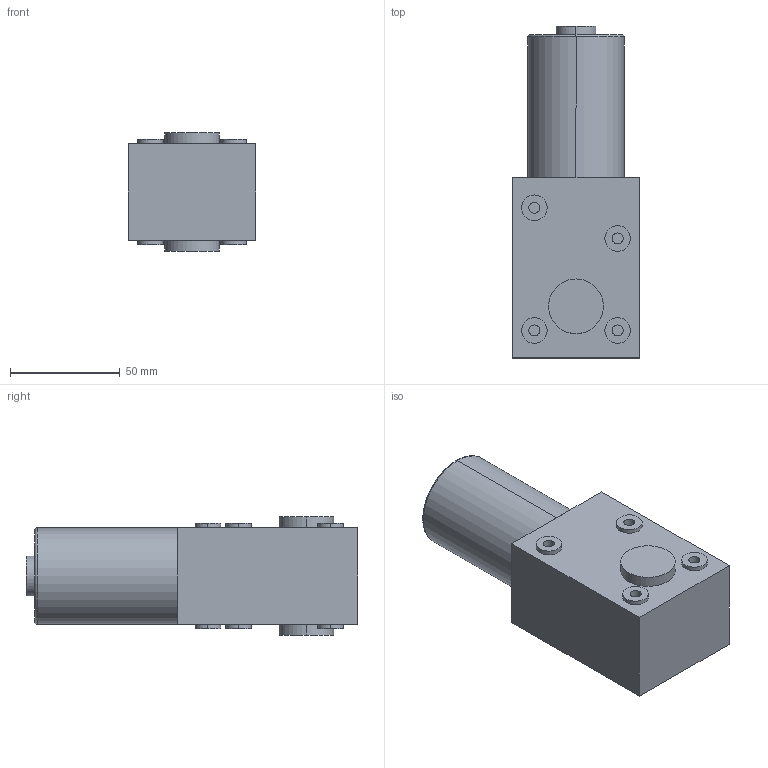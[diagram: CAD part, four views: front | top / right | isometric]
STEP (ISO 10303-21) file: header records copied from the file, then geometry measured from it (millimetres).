
FILE_DESCRIPTION (( 'STEP AP203' ), '1' );
FILE_NAME ('worm_gear_motor body_Default_sldprt.STEP', '2021-12-16T05:30:15', ( '' ), ( '' ), 'SwSTEP 2.0', 'SolidWorks 2020', '' );
FILE_SCHEMA (( 'CONFIG_CONTROL_DESIGN' ));
Length unit declared in the file: millimetre
Products named in the file (1): worm_gear_motor body_Default_sldprt
Bounding box: 58 x 151.5 x 54 mm (x, y, z)
Volume: 310923.9 mm3; surface area: 35341.6 mm2
Topology: 1 solids, 1 shells, 78 faces, 156 edges, 102 vertices
Faces by surface type: cylinder 46, plane 30, torus 2
Entity records: 2145 total; most frequent: DIRECTION 410, CARTESIAN_POINT 337, ORIENTED_EDGE 312, AXIS2_PLACEMENT_3D 175, EDGE_CURVE 156, VERTEX_POINT 102, EDGE_LOOP 100, CIRCLE 96
